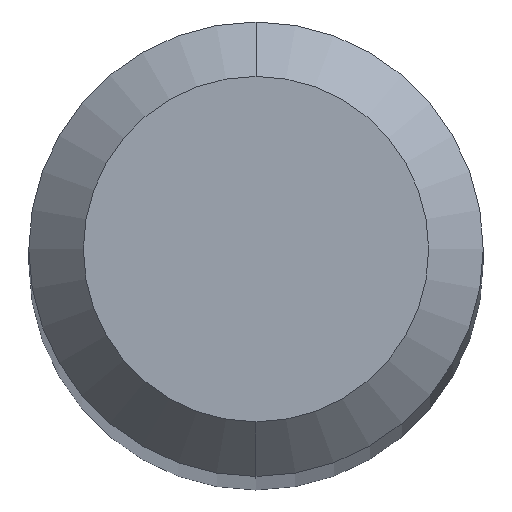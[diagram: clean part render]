
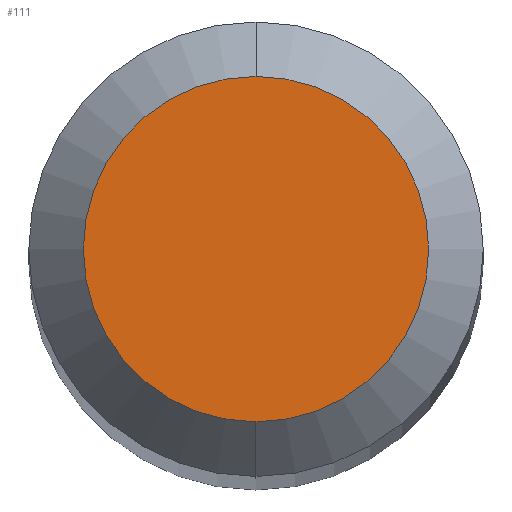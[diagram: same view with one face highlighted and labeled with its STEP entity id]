
A CAD part, top view. The second image highlights one B-rep face of the part: STEP entity #111.
In plain terms, the highlighted planar face has unit normal (0, 0, 1).
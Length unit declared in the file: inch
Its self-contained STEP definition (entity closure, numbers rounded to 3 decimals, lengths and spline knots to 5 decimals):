
#1 = AXIS2_PLACEMENT_3D ( 'NONE', #392, #439, #50 ) ;
#42 = PLANE ( 'NONE',  #515 ) ;
#50 = DIRECTION ( 'NONE',  ( 0., -1., 0. ) ) ;
#111 = ADVANCED_FACE ( 'NONE', ( #125 ), #42, .F. ) ;
#124 = ORIENTED_EDGE ( 'NONE', *, *, #218, .T. ) ;
#125 = FACE_OUTER_BOUND ( 'NONE', #521, .T. ) ;
#137 = CARTESIAN_POINT ( 'NONE',  ( 0., -0.0475, 0. ) ) ;
#187 = CARTESIAN_POINT ( 'NONE',  ( 0., 0.0475, 0. ) ) ;
#214 = CARTESIAN_POINT ( 'NONE',  ( 0., 0.0475, 0. ) ) ;
#216 = DIRECTION ( 'NONE',  ( 0., 0., -1. ) ) ;
#218 = EDGE_CURVE ( 'NONE', #281, #286, #246, .T. ) ;
#243 = ORIENTED_EDGE ( 'NONE', *, *, #484, .T. ) ;
#246 = CIRCLE ( 'NONE', #1, 0.0475 ) ;
#281 = VERTEX_POINT ( 'NONE', #187 ) ;
#286 = VERTEX_POINT ( 'NONE', #137 ) ;
#307 = AXIS2_PLACEMENT_3D ( 'NONE', #459, #498, #415 ) ;
#392 = CARTESIAN_POINT ( 'NONE',  ( 0., 0., 0. ) ) ;
#415 = DIRECTION ( 'NONE',  ( 0., -1., 0. ) ) ;
#439 = DIRECTION ( 'NONE',  ( 0., 0., 1. ) ) ;
#452 = CIRCLE ( 'NONE', #307, 0.0475 ) ;
#459 = CARTESIAN_POINT ( 'NONE',  ( 0., 0., 0. ) ) ;
#480 = DIRECTION ( 'NONE',  ( 0., 1., 0. ) ) ;
#484 = EDGE_CURVE ( 'NONE', #286, #281, #452, .T. ) ;
#498 = DIRECTION ( 'NONE',  ( 0., 0., 1. ) ) ;
#515 = AXIS2_PLACEMENT_3D ( 'NONE', #214, #216, #480 ) ;
#521 = EDGE_LOOP ( 'NONE', ( #124, #243 ) ) ;
